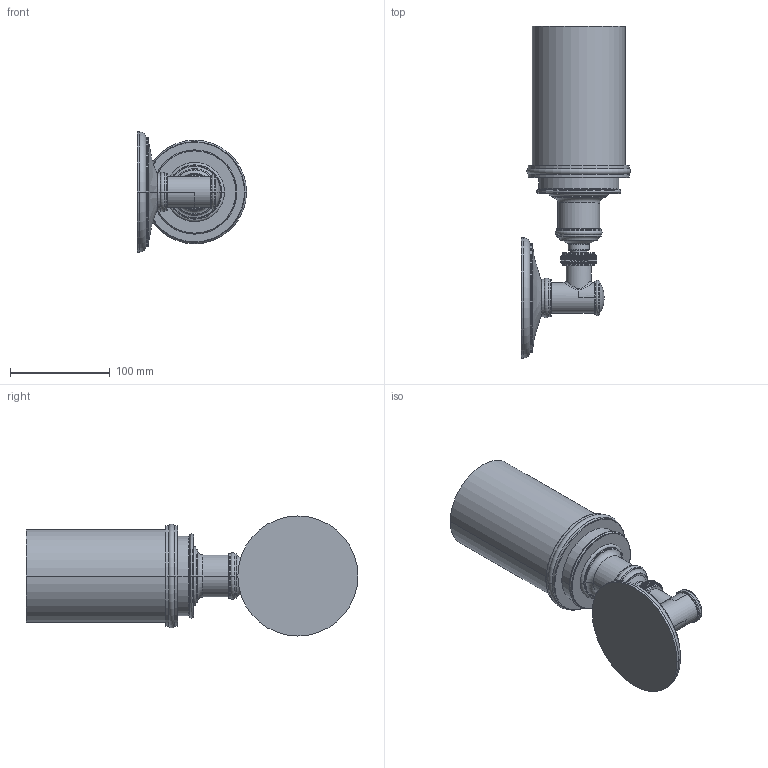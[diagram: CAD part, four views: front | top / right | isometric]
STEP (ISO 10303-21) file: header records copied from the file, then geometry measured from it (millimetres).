
FILE_DESCRIPTION((''),'2;1');
FILE_NAME('4581-1','2021-06-14T11:10:34',('jinson.thomas'),(''),'CREO PARAMETRIC BY PTC INC, 2018400','CREO PARAMETRIC BY PTC INC, 2018400','');
FILE_SCHEMA(('CONFIG_CONTROL_DESIGN'));
Length unit declared in the file: inch
Products named in the file (1): 4581-1
Bounding box: 109.45 x 333.01 x 120.5 mm (x, y, z)
Volume: 661270.4 mm3; surface area: 166220 mm2
Topology: 1 solids, 1 shells, 816 faces, 1719 edges, 920 vertices
Faces by surface type: bspline 305, plane 167, sphere 148, cylinder 128, torus 68
Entity records: 37705 total; most frequent: CARTESIAN_POINT 23573, ORIENTED_EDGE 3434, DIRECTION 2098, EDGE_CURVE 1717, B_SPLINE_CURVE_WITH_KNOTS 1043, VERTEX_POINT 920, AXIS2_PLACEMENT_3D 913, EDGE_LOOP 837
